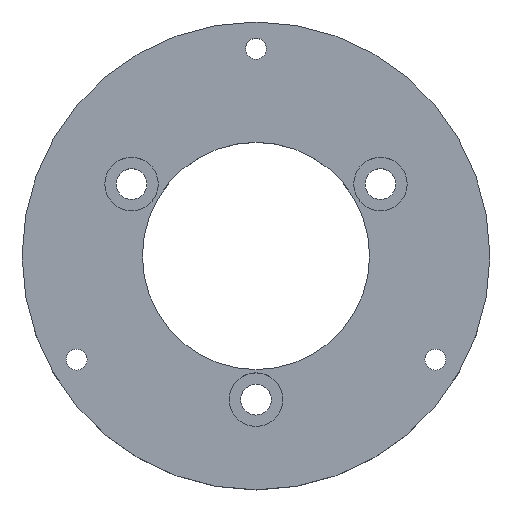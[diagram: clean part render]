
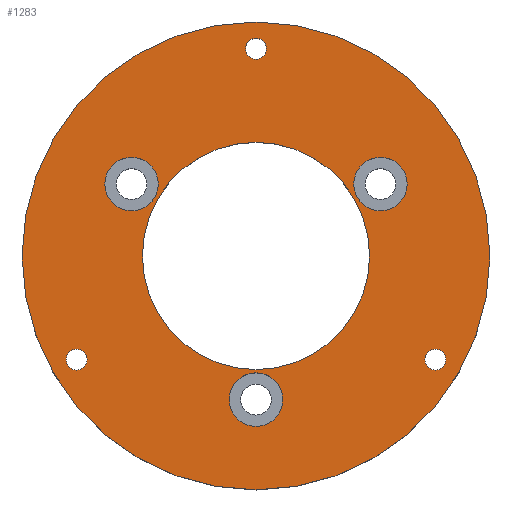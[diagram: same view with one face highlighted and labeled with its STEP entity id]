
A CAD part, top view. The second image highlights one B-rep face of the part: STEP entity #1283.
In plain terms, the highlighted planar face has unit normal (0, 0, 1).
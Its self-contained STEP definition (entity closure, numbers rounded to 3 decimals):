
#51=CARTESIAN_POINT('',(-17.5,0.,6.));
#52=VERTEX_POINT('',#51);
#68=CARTESIAN_POINT('',(17.5,0.,6.));
#69=VERTEX_POINT('',#68);
#76=CARTESIAN_POINT('',(0.0,0.0,6.));
#77=DIRECTION('',(0.0,0.0,-1.0));
#78=DIRECTION('',(-1.0,0.0,0.0));
#79=AXIS2_PLACEMENT_3D('',#76,#77,#78);
#80=CIRCLE('',#79,17.5);
#81=EDGE_CURVE('',#69,#52,#80,.T.);
#133=CARTESIAN_POINT('',(-8.5,0.,6.0));
#134=VERTEX_POINT('',#133);
#143=CARTESIAN_POINT('',(8.5,0.,6.));
#144=VERTEX_POINT('',#143);
#145=CARTESIAN_POINT('',(0.0,0.0,6.));
#146=DIRECTION('',(0.0,0.0,-1.0));
#147=DIRECTION('',(-1.0,0.0,0.0));
#148=AXIS2_PLACEMENT_3D('',#145,#146,#147);
#149=CIRCLE('',#148,8.5);
#150=EDGE_CURVE('',#144,#134,#149,.T.);
#198=CARTESIAN_POINT('',(0.784,15.5,6.));
#199=VERTEX_POINT('',#198);
#215=CARTESIAN_POINT('',(-0.784,15.5,6.));
#216=VERTEX_POINT('',#215);
#223=CARTESIAN_POINT('',(0.0,15.5,6.));
#224=DIRECTION('',(0.0,0.0,-1.0));
#225=DIRECTION('',(1.0,0.0,0.0));
#226=AXIS2_PLACEMENT_3D('',#223,#224,#225);
#227=CIRCLE('',#226,0.784);
#228=EDGE_CURVE('',#199,#216,#227,.T.);
#261=CARTESIAN_POINT('',(13.032,-8.429,6.));
#262=VERTEX_POINT('',#261);
#278=CARTESIAN_POINT('',(13.815,-7.071,6.));
#279=VERTEX_POINT('',#278);
#286=CARTESIAN_POINT('',(13.423,-7.75,6.));
#287=DIRECTION('',(0.0,0.0,-1.0));
#288=DIRECTION('',(-0.5,-0.866,0.0));
#289=AXIS2_PLACEMENT_3D('',#286,#287,#288);
#290=CIRCLE('',#289,0.784);
#291=EDGE_CURVE('',#262,#279,#290,.T.);
#324=CARTESIAN_POINT('',(-13.815,-7.071,6.));
#325=VERTEX_POINT('',#324);
#341=CARTESIAN_POINT('',(-13.032,-8.429,6.));
#342=VERTEX_POINT('',#341);
#349=CARTESIAN_POINT('',(-13.423,-7.75,6.));
#350=DIRECTION('',(0.0,0.0,-1.));
#351=DIRECTION('',(-0.5,0.866,0.0));
#352=AXIS2_PLACEMENT_3D('',#349,#350,#351);
#353=CIRCLE('',#352,0.784);
#354=EDGE_CURVE('',#325,#342,#353,.T.);
#450=CARTESIAN_POINT('',(2.0,-10.75,6.));
#451=VERTEX_POINT('',#450);
#467=CARTESIAN_POINT('',(-2.0,-10.75,6.));
#468=VERTEX_POINT('',#467);
#475=CARTESIAN_POINT('',(0.0,-10.75,6.));
#476=DIRECTION('',(0.0,0.0,-1.0));
#477=DIRECTION('',(1.0,0.0,0.0));
#478=AXIS2_PLACEMENT_3D('',#475,#476,#477);
#479=CIRCLE('',#478,2.0);
#480=EDGE_CURVE('',#451,#468,#479,.T.);
#576=CARTESIAN_POINT('',(8.31,7.107,6.));
#577=VERTEX_POINT('',#576);
#593=CARTESIAN_POINT('',(10.31,3.643,6.));
#594=VERTEX_POINT('',#593);
#601=CARTESIAN_POINT('',(9.31,5.375,6.));
#602=DIRECTION('',(0.0,0.0,-1.));
#603=DIRECTION('',(-0.5,0.866,0.0));
#604=AXIS2_PLACEMENT_3D('',#601,#602,#603);
#605=CIRCLE('',#604,2.0);
#606=EDGE_CURVE('',#577,#594,#605,.T.);
#702=CARTESIAN_POINT('',(-10.31,3.643,6.));
#703=VERTEX_POINT('',#702);
#719=CARTESIAN_POINT('',(-8.31,7.107,6.));
#720=VERTEX_POINT('',#719);
#727=CARTESIAN_POINT('',(-9.31,5.375,6.));
#728=DIRECTION('',(0.0,0.0,-1.0));
#729=DIRECTION('',(-0.5,-0.866,0.0));
#730=AXIS2_PLACEMENT_3D('',#727,#728,#729);
#731=CIRCLE('',#730,2.0);
#732=EDGE_CURVE('',#703,#720,#731,.T.);
#790=CARTESIAN_POINT('',(-9.31,5.375,6.));
#791=DIRECTION('',(0.0,0.0,-1.0));
#792=DIRECTION('',(-0.5,-0.866,0.0));
#793=AXIS2_PLACEMENT_3D('',#790,#791,#792);
#794=CIRCLE('',#793,2.0);
#795=EDGE_CURVE('',#720,#703,#794,.T.);
#894=CARTESIAN_POINT('',(9.31,5.375,6.));
#895=DIRECTION('',(0.0,0.0,-1.));
#896=DIRECTION('',(-0.5,0.866,0.0));
#897=AXIS2_PLACEMENT_3D('',#894,#895,#896);
#898=CIRCLE('',#897,2.0);
#899=EDGE_CURVE('',#594,#577,#898,.T.);
#998=CARTESIAN_POINT('',(0.0,-10.75,6.));
#999=DIRECTION('',(0.0,0.0,-1.0));
#1000=DIRECTION('',(1.0,0.0,0.0));
#1001=AXIS2_PLACEMENT_3D('',#998,#999,#1000);
#1002=CIRCLE('',#1001,2.0);
#1003=EDGE_CURVE('',#468,#451,#1002,.T.);
#1076=CARTESIAN_POINT('',(-13.423,-7.75,6.));
#1077=DIRECTION('',(0.0,0.0,-1.));
#1078=DIRECTION('',(-0.5,0.866,0.0));
#1079=AXIS2_PLACEMENT_3D('',#1076,#1077,#1078);
#1080=CIRCLE('',#1079,0.784);
#1081=EDGE_CURVE('',#342,#325,#1080,.T.);
#1121=CARTESIAN_POINT('',(13.423,-7.75,6.));
#1122=DIRECTION('',(0.0,0.0,-1.0));
#1123=DIRECTION('',(-0.5,-0.866,0.0));
#1124=AXIS2_PLACEMENT_3D('',#1121,#1122,#1123);
#1125=CIRCLE('',#1124,0.784);
#1126=EDGE_CURVE('',#279,#262,#1125,.T.);
#1166=CARTESIAN_POINT('',(0.0,15.5,6.));
#1167=DIRECTION('',(0.0,0.0,-1.0));
#1168=DIRECTION('',(1.0,0.0,0.0));
#1169=AXIS2_PLACEMENT_3D('',#1166,#1167,#1168);
#1170=CIRCLE('',#1169,0.784);
#1171=EDGE_CURVE('',#216,#199,#1170,.T.);
#1230=CARTESIAN_POINT('',(0.0,0.0,6.));
#1231=DIRECTION('',(0.0,0.0,-1.0));
#1232=DIRECTION('',(-1.0,0.0,0.0));
#1233=AXIS2_PLACEMENT_3D('',#1230,#1231,#1232);
#1234=CIRCLE('',#1233,8.5);
#1235=EDGE_CURVE('',#134,#144,#1234,.T.);
#1240=CARTESIAN_POINT('',(0.0,0.0,6.));
#1241=DIRECTION('',(0.0,0.0,-1.0));
#1242=DIRECTION('',(-1.0,0.0,0.0));
#1243=AXIS2_PLACEMENT_3D('',#1240,#1241,#1242);
#1244=PLANE('',#1243);
#1245=ORIENTED_EDGE('',*,*,#81,.F.);
#1246=CARTESIAN_POINT('',(0.0,0.0,6.));
#1247=DIRECTION('',(0.0,0.0,-1.0));
#1248=DIRECTION('',(-1.0,0.0,0.0));
#1249=AXIS2_PLACEMENT_3D('',#1246,#1247,#1248);
#1250=CIRCLE('',#1249,17.5);
#1251=EDGE_CURVE('',#52,#69,#1250,.T.);
#1252=ORIENTED_EDGE('',*,*,#1251,.F.);
#1253=EDGE_LOOP('',(#1245,#1252));
#1254=FACE_OUTER_BOUND('',#1253,.T.);
#1255=ORIENTED_EDGE('',*,*,#732,.T.);
#1256=ORIENTED_EDGE('',*,*,#795,.T.);
#1257=EDGE_LOOP('',(#1255,#1256));
#1258=FACE_BOUND('',#1257,.T.);
#1259=ORIENTED_EDGE('',*,*,#606,.T.);
#1260=ORIENTED_EDGE('',*,*,#899,.T.);
#1261=EDGE_LOOP('',(#1259,#1260));
#1262=FACE_BOUND('',#1261,.T.);
#1263=ORIENTED_EDGE('',*,*,#480,.T.);
#1264=ORIENTED_EDGE('',*,*,#1003,.T.);
#1265=EDGE_LOOP('',(#1263,#1264));
#1266=FACE_BOUND('',#1265,.T.);
#1267=ORIENTED_EDGE('',*,*,#354,.T.);
#1268=ORIENTED_EDGE('',*,*,#1081,.T.);
#1269=EDGE_LOOP('',(#1267,#1268));
#1270=FACE_BOUND('',#1269,.T.);
#1271=ORIENTED_EDGE('',*,*,#291,.T.);
#1272=ORIENTED_EDGE('',*,*,#1126,.T.);
#1273=EDGE_LOOP('',(#1271,#1272));
#1274=FACE_BOUND('',#1273,.T.);
#1275=ORIENTED_EDGE('',*,*,#228,.T.);
#1276=ORIENTED_EDGE('',*,*,#1171,.T.);
#1277=EDGE_LOOP('',(#1275,#1276));
#1278=FACE_BOUND('',#1277,.T.);
#1279=ORIENTED_EDGE('',*,*,#150,.T.);
#1280=ORIENTED_EDGE('',*,*,#1235,.T.);
#1281=EDGE_LOOP('',(#1279,#1280));
#1282=FACE_BOUND('',#1281,.T.);
#1283=ADVANCED_FACE('',(#1254,#1258,#1262,#1266,#1270,#1274,#1278,#1282),#1244,.F.);
